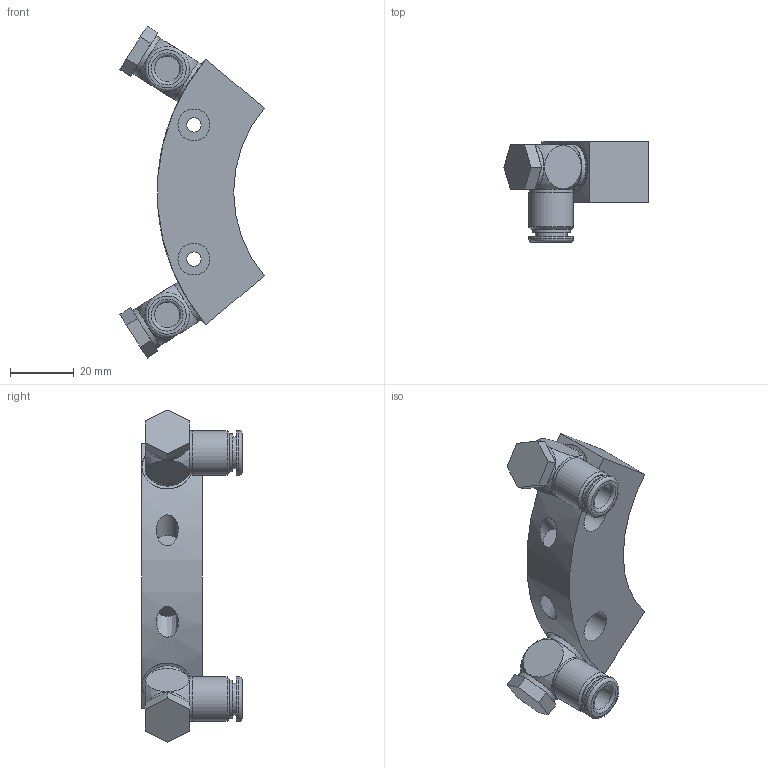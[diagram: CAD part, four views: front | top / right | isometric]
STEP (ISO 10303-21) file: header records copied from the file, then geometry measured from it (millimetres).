
FILE_DESCRIPTION((''),'2;1');
FILE_NAME('PM902341.stp','2010-08-30T14:07:52',('HOFMANN-B'),(''),'Autodesk Inventor 2009','Autodesk Inventor 2009','');
FILE_SCHEMA(('AUTOMOTIVE_DESIGN { 1 0 10303 214 1 1 1 1 }'));
Length unit declared in the file: millimetre
Products named in the file (5): PM902341; PM016628-X; PM133574; p4090547c; p4131007d
Assembly tree (6 placements, depth 3):
  PM902341
    PM016628-X
      PM133574
      p4090547c  x2
    p4131007d  x2
Bounding box: 45.38 x 31.5 x 104.33 mm (x, y, z)
Volume: 39162 mm3; surface area: 16828.6 mm2
Topology: 5 solids, 5 shells, 122 faces, 239 edges, 153 vertices
Faces by surface type: plane 68, cylinder 34, bspline 8, cone 6, torus 4, sphere 2
Full cylindrical faces by diameter (mm): 4.5 x2, 5 x2, 6 x2, 7 x3, 8 x2, 8.566 x1, 9.728 x2, 10 x4, 12 x2, 13.8 x2, 14 x8, 16 x1
Entity records: 2479 total; most frequent: CARTESIAN_POINT 875, DIRECTION 320, ORIENTED_EDGE 222, AXIS2_PLACEMENT_3D 142, EDGE_LOOP 128, EDGE_CURVE 111, VERTEX_POINT 85, FACE_OUTER_BOUND 74
